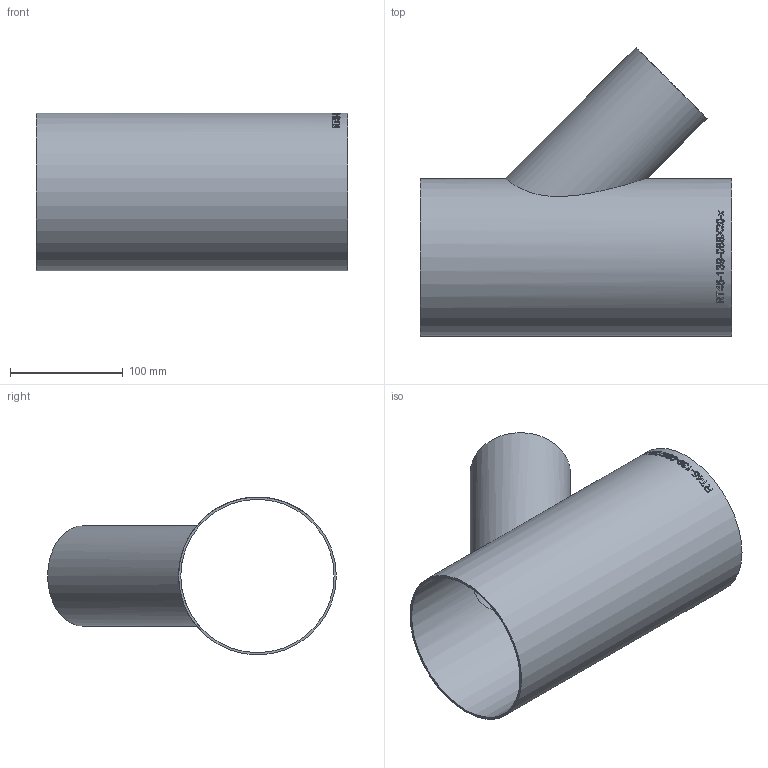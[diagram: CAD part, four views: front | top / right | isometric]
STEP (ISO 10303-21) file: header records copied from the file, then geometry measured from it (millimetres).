
FILE_DESCRIPTION (( 'STEP AP214' ), '1' );
FILE_NAME ('RT45-139-088X20-x T-Stück 45°reduziert Ø139,7 L276 1911.STEP', '2019-11-20T08:31:50', ( '' ), ( '' ), 'SwSTEP 2.0', 'SolidWorks 2016', '' );
FILE_SCHEMA (( 'AUTOMOTIVE_DESIGN' ));
Length unit declared in the file: millimetre
Products named in the file (1): RT45-139-088X20-x T-Stück 45°reduziert Ø139,7 L276  1911
Bounding box: 276 x 255.59 x 139.7 mm (x, y, z)
Volume: 293066 mm3; surface area: 295079.8 mm2
Topology: 1 solids, 1 shells, 236 faces, 625 edges, 417 vertices
Faces by surface type: bspline 143, plane 63, cylinder 30
Full cylindrical faces by diameter (mm): 84.9 x1, 88.9 x1, 135.7 x1, 139.7 x1
Entity records: 34773 total; most frequent: CARTESIAN_POINT 27721, ORIENTED_EDGE 1234, EDGE_CURVE 617, B_SPLINE_CURVE_WITH_KNOTS 448, DIRECTION 435, VERTEX_POINT 414, EDGE_LOOP 271, FACE_OUTER_BOUND 240
